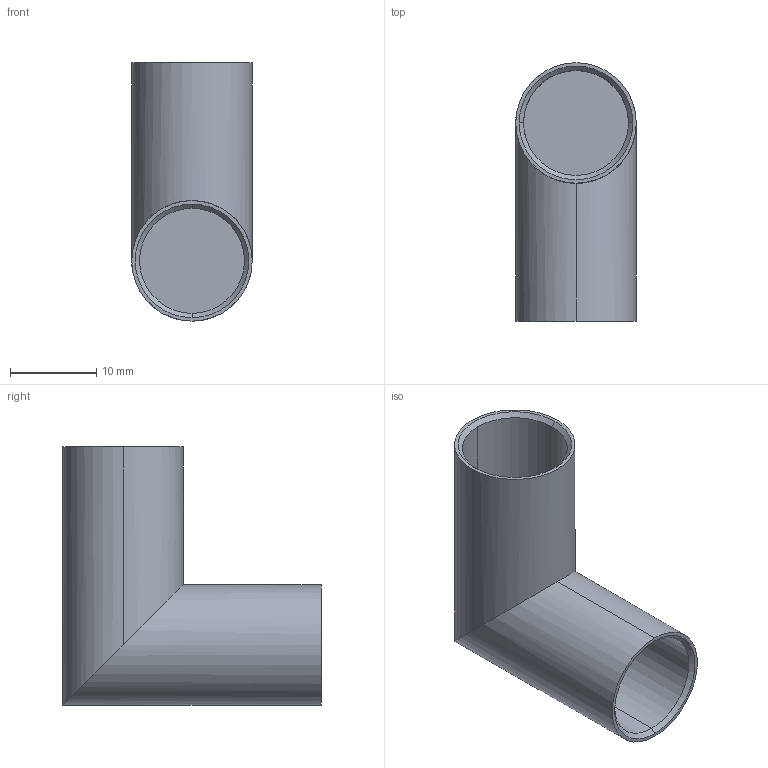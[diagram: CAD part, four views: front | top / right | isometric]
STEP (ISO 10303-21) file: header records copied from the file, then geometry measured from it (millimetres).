
FILE_DESCRIPTION (( 'STEP AP203' ), '1' );
FILE_NAME ('50499-240-12.step', '2020-10-12T11:54:43', ( '' ), ( '' ), 'SwSTEP 2.0', 'SolidWorks 2018', '' );
FILE_SCHEMA (( 'CONFIG_CONTROL_DESIGN' ));
Length unit declared in the file: millimetre
Products named in the file (2): 50499-240-12
Bounding box: 14 x 30 x 30 mm (x, y, z)
Volume: 3564.1 mm3; surface area: 3465.5 mm2
Topology: 1 solids, 1 shells, 269 faces, 703 edges, 468 vertices
Faces by surface type: plane 129, bspline 98, cylinder 38, cone 4
Entity records: 12384 total; most frequent: CARTESIAN_POINT 6272, ORIENTED_EDGE 1406, DIRECTION 937, EDGE_CURVE 703, VERTEX_POINT 468, VECTOR 343, LINE 343, EDGE_LOOP 301
